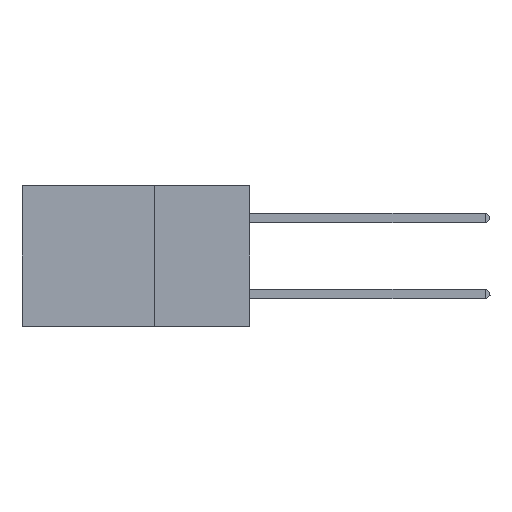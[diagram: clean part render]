
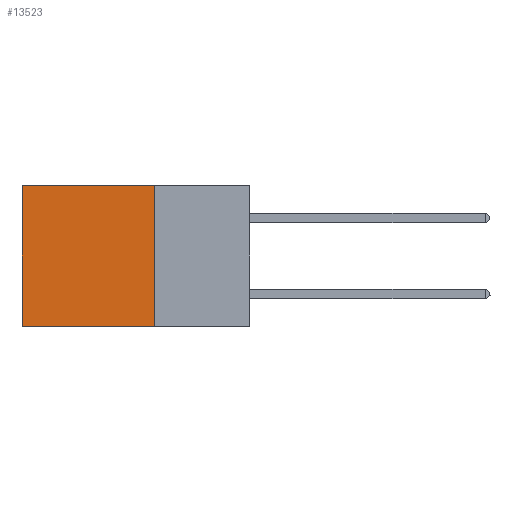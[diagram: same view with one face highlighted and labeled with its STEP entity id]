
A CAD part, left-side view. The second image highlights one B-rep face of the part: STEP entity #13523.
In plain terms, the highlighted planar face has unit normal (-1, 0, 0).
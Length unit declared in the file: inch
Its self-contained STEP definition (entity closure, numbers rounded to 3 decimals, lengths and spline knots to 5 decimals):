
#278 = CARTESIAN_POINT ( 'NONE',  ( 0.2875, 0.25, -0.37 ) ) ;
#381 = CARTESIAN_POINT ( 'NONE',  ( 0.2875, 0.25, 0. ) ) ;
#790 = EDGE_CURVE ( 'NONE', #4042, #8936, #5248, .T. ) ;
#1507 = DIRECTION ( 'NONE',  ( 0., 0., -1. ) ) ;
#1653 = AXIS2_PLACEMENT_3D ( 'NONE', #14131, #10504, #9720 ) ;
#2389 = EDGE_CURVE ( 'NONE', #8936, #13115, #13224, .T. ) ;
#2645 = CARTESIAN_POINT ( 'NONE',  ( 0.2875, 0.6, 0. ) ) ;
#3157 = EDGE_CURVE ( 'NONE', #4042, #11587, #13929, .T. ) ;
#3820 = CARTESIAN_POINT ( 'NONE',  ( 0.2875, 0.25, 0. ) ) ;
#4003 = ORIENTED_EDGE ( 'NONE', *, *, #3157, .T. ) ;
#4042 = VERTEX_POINT ( 'NONE', #7703 ) ;
#4073 = VECTOR ( 'NONE', #5661, 39.37008 ) ;
#5248 = LINE ( 'NONE', #3820, #7999 ) ;
#5526 = LINE ( 'NONE', #6824, #4073 ) ;
#5661 = DIRECTION ( 'NONE',  ( 0., 0., -1. ) ) ;
#6824 = CARTESIAN_POINT ( 'NONE',  ( 0.2875, 0.6, 0. ) ) ;
#7607 = ORIENTED_EDGE ( 'NONE', *, *, #2389, .F. ) ;
#7703 = CARTESIAN_POINT ( 'NONE',  ( 0.2875, 0.25, 0. ) ) ;
#7914 = PLANE ( 'NONE',  #1653 ) ;
#7999 = VECTOR ( 'NONE', #1507, 39.37008 ) ;
#8517 = DIRECTION ( 'NONE',  ( 0., 1., 0. ) ) ;
#8936 = VERTEX_POINT ( 'NONE', #278 ) ;
#9720 = DIRECTION ( 'NONE',  ( 0., 0., -1. ) ) ;
#10504 = DIRECTION ( 'NONE',  ( 1., 0., 0. ) ) ;
#11587 = VERTEX_POINT ( 'NONE', #2645 ) ;
#11715 = CARTESIAN_POINT ( 'NONE',  ( 0.2875, 0.6, -0.37 ) ) ;
#11717 = VECTOR ( 'NONE', #8517, 39.37008 ) ;
#12103 = ORIENTED_EDGE ( 'NONE', *, *, #790, .F. ) ;
#12316 = ORIENTED_EDGE ( 'NONE', *, *, #13746, .T. ) ;
#13115 = VERTEX_POINT ( 'NONE', #11715 ) ;
#13224 = LINE ( 'NONE', #14678, #11717 ) ;
#13523 = ADVANCED_FACE ( 'NONE', ( #14933 ), #7914, .F. ) ;
#13746 = EDGE_CURVE ( 'NONE', #11587, #13115, #5526, .T. ) ;
#13929 = LINE ( 'NONE', #381, #14467 ) ;
#13982 = EDGE_LOOP ( 'NONE', ( #12316, #7607, #12103, #4003 ) ) ;
#14131 = CARTESIAN_POINT ( 'NONE',  ( 0.2875, 0.25, 0. ) ) ;
#14467 = VECTOR ( 'NONE', #14552, 39.37008 ) ;
#14552 = DIRECTION ( 'NONE',  ( 0., 1., 0. ) ) ;
#14678 = CARTESIAN_POINT ( 'NONE',  ( 0.2875, 0.25, -0.37 ) ) ;
#14933 = FACE_OUTER_BOUND ( 'NONE', #13982, .T. ) ;
